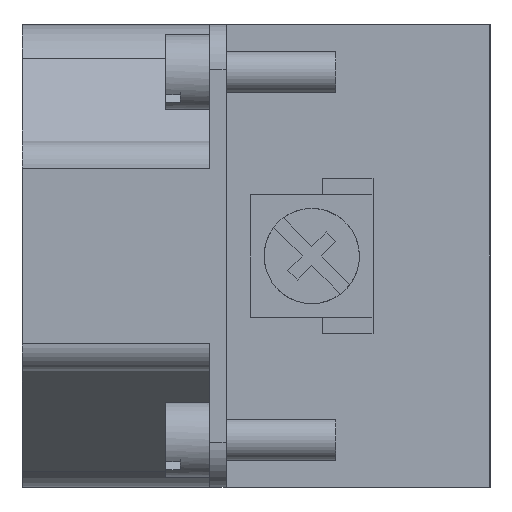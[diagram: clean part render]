
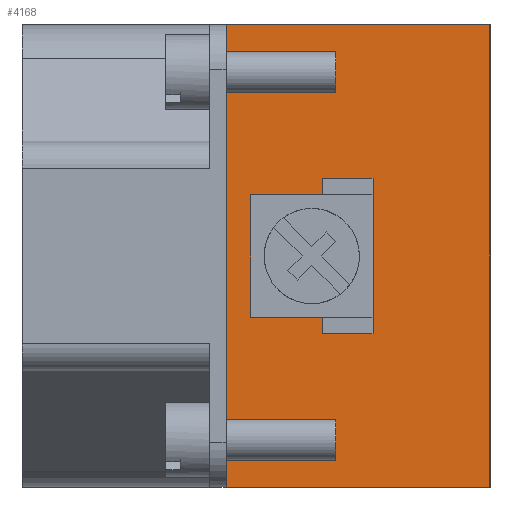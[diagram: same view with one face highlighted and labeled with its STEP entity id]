
A CAD part, left-side view. The second image highlights one B-rep face of the part: STEP entity #4168.
In plain terms, the highlighted planar face has unit normal (-1, 0, 0).
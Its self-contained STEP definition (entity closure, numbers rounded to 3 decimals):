
#2940=FACE_BOUND('',#6525,.T.);
#2941=FACE_BOUND('',#6526,.T.);
#4168=ADVANCED_FACE('',(#2940,#2941),#4767,.F.);
#4767=PLANE('',#17734);
#6525=EDGE_LOOP('',(#12005,#12006,#12007,#12008,#12009,#12010,#12011,#12012));
#6526=EDGE_LOOP('',(#12013,#12014,#12015,#12016));
#7761=LINE('',#25704,#8954);
#7764=LINE('',#25710,#8957);
#7766=LINE('',#25714,#8959);
#7768=LINE('',#25718,#8961);
#7770=LINE('',#25722,#8963);
#7772=LINE('',#25726,#8965);
#7774=LINE('',#25730,#8967);
#7776=LINE('',#25734,#8969);
#7783=LINE('',#25769,#8976);
#7785=LINE('',#25773,#8978);
#7786=LINE('',#25775,#8979);
#7787=LINE('',#25777,#8980);
#8954=VECTOR('',#21648,1.);
#8957=VECTOR('',#21653,1.);
#8959=VECTOR('',#21657,1.);
#8961=VECTOR('',#21661,1.);
#8963=VECTOR('',#21665,1.);
#8965=VECTOR('',#21669,1.);
#8967=VECTOR('',#21673,1.);
#8969=VECTOR('',#21677,1.);
#8976=VECTOR('',#21714,1.);
#8978=VECTOR('',#21718,1.);
#8979=VECTOR('',#21719,1.);
#8980=VECTOR('',#21720,1.);
#12005=ORIENTED_EDGE('',*,*,#15611,.F.);
#12006=ORIENTED_EDGE('',*,*,#15614,.F.);
#12007=ORIENTED_EDGE('',*,*,#15616,.F.);
#12008=ORIENTED_EDGE('',*,*,#15618,.F.);
#12009=ORIENTED_EDGE('',*,*,#15620,.F.);
#12010=ORIENTED_EDGE('',*,*,#15622,.F.);
#12011=ORIENTED_EDGE('',*,*,#15624,.F.);
#12012=ORIENTED_EDGE('',*,*,#15626,.F.);
#12013=ORIENTED_EDGE('',*,*,#15641,.F.);
#12014=ORIENTED_EDGE('',*,*,#15643,.F.);
#12015=ORIENTED_EDGE('',*,*,#15644,.F.);
#12016=ORIENTED_EDGE('',*,*,#15645,.F.);
#13879=VERTEX_POINT('',#25705);
#13880=VERTEX_POINT('',#25706);
#13881=VERTEX_POINT('',#25711);
#13882=VERTEX_POINT('',#25715);
#13883=VERTEX_POINT('',#25719);
#13884=VERTEX_POINT('',#25723);
#13885=VERTEX_POINT('',#25727);
#13886=VERTEX_POINT('',#25731);
#13899=VERTEX_POINT('',#25768);
#13900=VERTEX_POINT('',#25770);
#13901=VERTEX_POINT('',#25774);
#13902=VERTEX_POINT('',#25776);
#15611=EDGE_CURVE('',#13879,#13880,#7761,.T.);
#15614=EDGE_CURVE('',#13881,#13879,#7764,.T.);
#15616=EDGE_CURVE('',#13882,#13881,#7766,.T.);
#15618=EDGE_CURVE('',#13883,#13882,#7768,.T.);
#15620=EDGE_CURVE('',#13884,#13883,#7770,.T.);
#15622=EDGE_CURVE('',#13885,#13884,#7772,.T.);
#15624=EDGE_CURVE('',#13886,#13885,#7774,.T.);
#15626=EDGE_CURVE('',#13880,#13886,#7776,.T.);
#15641=EDGE_CURVE('',#13899,#13900,#7783,.T.);
#15643=EDGE_CURVE('',#13901,#13899,#7785,.T.);
#15644=EDGE_CURVE('',#13902,#13901,#7786,.T.);
#15645=EDGE_CURVE('',#13900,#13902,#7787,.T.);
#17734=AXIS2_PLACEMENT_3D('',#25778,#21721,#21722);
#21648=DIRECTION('',(0.,0.,-1.));
#21653=DIRECTION('',(0.,-1.,0.));
#21657=DIRECTION('',(0.,0.,-1.));
#21661=DIRECTION('',(0.,1.,0.));
#21665=DIRECTION('',(0.,0.,-1.));
#21669=DIRECTION('',(0.,1.,0.));
#21673=DIRECTION('',(0.,0.,1.));
#21677=DIRECTION('',(0.,-1.,0.));
#21714=DIRECTION('',(0.,0.,1.));
#21718=DIRECTION('',(0.,1.,0.));
#21719=DIRECTION('',(0.,0.,-1.));
#21720=DIRECTION('',(0.,-1.,0.));
#21721=DIRECTION('',(1.,0.,0.));
#21722=DIRECTION('',(0.,0.,-1.));
#25704=CARTESIAN_POINT('',(-31.675,-7.1,-4.5));
#25705=CARTESIAN_POINT('',(-31.675,-7.1,-4.5));
#25706=CARTESIAN_POINT('',(-31.675,-7.1,-5.7));
#25710=CARTESIAN_POINT('',(-31.675,-1.8,-4.5));
#25711=CARTESIAN_POINT('',(-31.675,-1.8,-4.5));
#25714=CARTESIAN_POINT('',(-31.675,-1.8,4.5));
#25715=CARTESIAN_POINT('',(-31.675,-1.8,4.5));
#25718=CARTESIAN_POINT('',(-31.675,-7.1,4.5));
#25719=CARTESIAN_POINT('',(-31.675,-7.1,4.5));
#25722=CARTESIAN_POINT('',(-31.675,-7.1,5.7));
#25723=CARTESIAN_POINT('',(-31.675,-7.1,5.7));
#25726=CARTESIAN_POINT('',(-31.675,-10.8,5.7));
#25727=CARTESIAN_POINT('',(-31.675,-10.8,5.7));
#25730=CARTESIAN_POINT('',(-31.675,-10.8,-5.7));
#25731=CARTESIAN_POINT('',(-31.675,-10.8,-5.7));
#25734=CARTESIAN_POINT('',(-31.675,-7.1,-5.7));
#25768=CARTESIAN_POINT('',(-31.675,0.,-17.));
#25769=CARTESIAN_POINT('',(-31.675,0.,-17.));
#25770=CARTESIAN_POINT('',(-31.675,0.,17.));
#25773=CARTESIAN_POINT('',(-31.675,-19.4,-17.));
#25774=CARTESIAN_POINT('',(-31.675,-19.4,-17.));
#25775=CARTESIAN_POINT('',(-31.675,-19.4,17.));
#25776=CARTESIAN_POINT('',(-31.675,-19.4,17.));
#25777=CARTESIAN_POINT('',(-31.675,0.,17.));
#25778=CARTESIAN_POINT('',(-31.675,-19.4,24.188));
